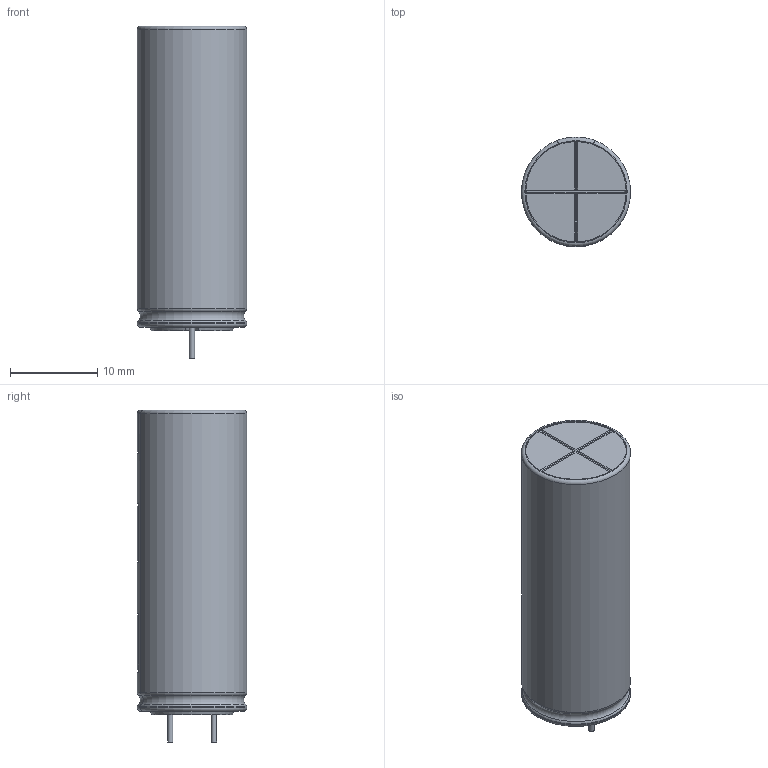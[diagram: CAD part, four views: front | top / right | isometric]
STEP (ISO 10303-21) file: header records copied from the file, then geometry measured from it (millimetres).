
FILE_DESCRIPTION(('STEP AP214'), '1');
FILE_NAME('capacitor_vertical_mount', '2020-03-30T18:56:33', ('Che'), (''), 'ASCON STEP Converter 1.3', 'ASCON Math Kernel', '');
FILE_SCHEMA(('AUTOMOTIVE_DESIGN { 1 0 10303 214 3 1 1}'));
Length unit declared in the file: millimetre
Bounding box: 12.5 x 12.51 x 38.01 mm (x, y, z)
Volume: 4236.1 mm3; surface area: 1630.1 mm2
Topology: 1 solids, 1 shells, 78 faces, 204 edges, 136 vertices
Faces by surface type: plane 50, cylinder 14, torus 10, cone 4
Full cylindrical faces by diameter (mm): 0.6 x2, 10 x1, 11.5 x1
Entity records: 3108 total; most frequent: CARTESIAN_POINT 463, DIRECTION 430, ORIENTED_EDGE 400, EDGE_CURVE 200, AXIS2_PLACEMENT_3D 159, VERTEX_POINT 136, LINE 112, VECTOR 112
